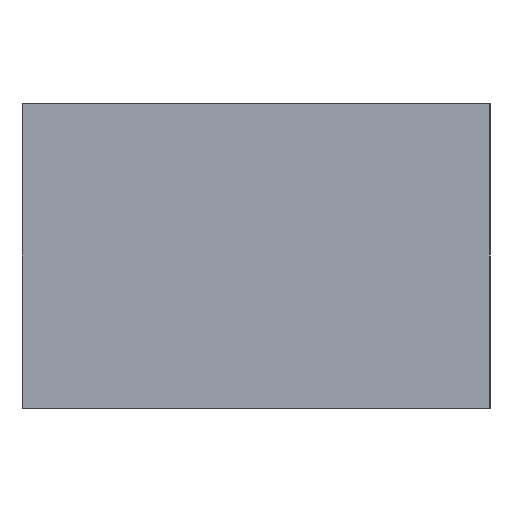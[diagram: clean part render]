
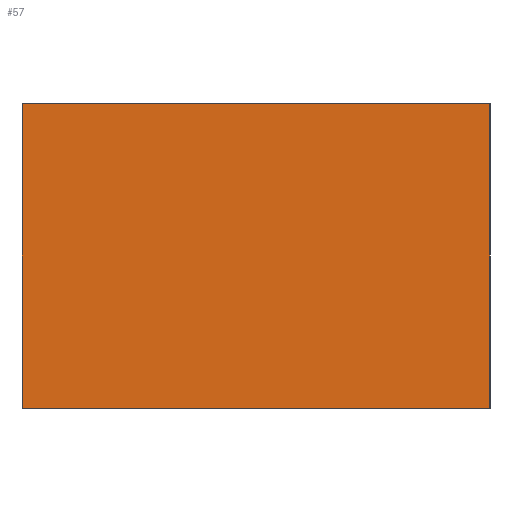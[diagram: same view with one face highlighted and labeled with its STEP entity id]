
A CAD part, left-side view. The second image highlights one B-rep face of the part: STEP entity #57.
In plain terms, the highlighted planar face has unit normal (-1, 0, 0).
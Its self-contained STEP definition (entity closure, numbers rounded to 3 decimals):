
#21 = EDGE_CURVE('',#22,#24,#26,.T.);
#22 = VERTEX_POINT('',#23);
#23 = CARTESIAN_POINT('',(-1.5,1.,0.));
#24 = VERTEX_POINT('',#25);
#25 = CARTESIAN_POINT('',(-1.5,1.,1.3));
#26 = LINE('',#27,#28);
#27 = CARTESIAN_POINT('',(-1.5,1.,0.));
#28 = VECTOR('',#29,1.);
#29 = DIRECTION('',(0.,0.,1.));
#57 = ADVANCED_FACE('',(#58),#83,.T.);
#58 = FACE_BOUND('',#59,.T.);
#59 = EDGE_LOOP('',(#60,#70,#76,#77));
#60 = ORIENTED_EDGE('',*,*,#61,.T.);
#61 = EDGE_CURVE('',#62,#64,#66,.T.);
#62 = VERTEX_POINT('',#63);
#63 = CARTESIAN_POINT('',(-1.5,-1.,0.));
#64 = VERTEX_POINT('',#65);
#65 = CARTESIAN_POINT('',(-1.5,-1.,1.3));
#66 = LINE('',#67,#68);
#67 = CARTESIAN_POINT('',(-1.5,-1.,0.));
#68 = VECTOR('',#69,1.);
#69 = DIRECTION('',(0.,0.,1.));
#70 = ORIENTED_EDGE('',*,*,#71,.T.);
#71 = EDGE_CURVE('',#64,#24,#72,.T.);
#72 = LINE('',#73,#74);
#73 = CARTESIAN_POINT('',(-1.5,-1.,1.3));
#74 = VECTOR('',#75,1.);
#75 = DIRECTION('',(0.,1.,0.));
#76 = ORIENTED_EDGE('',*,*,#21,.F.);
#77 = ORIENTED_EDGE('',*,*,#78,.F.);
#78 = EDGE_CURVE('',#62,#22,#79,.T.);
#79 = LINE('',#80,#81);
#80 = CARTESIAN_POINT('',(-1.5,-1.,0.));
#81 = VECTOR('',#82,1.);
#82 = DIRECTION('',(0.,1.,0.));
#83 = PLANE('',#84);
#84 = AXIS2_PLACEMENT_3D('',#85,#86,#87);
#85 = CARTESIAN_POINT('',(-1.5,-1.,0.));
#86 = DIRECTION('',(-1.,0.,0.));
#87 = DIRECTION('',(0.,1.,0.));
